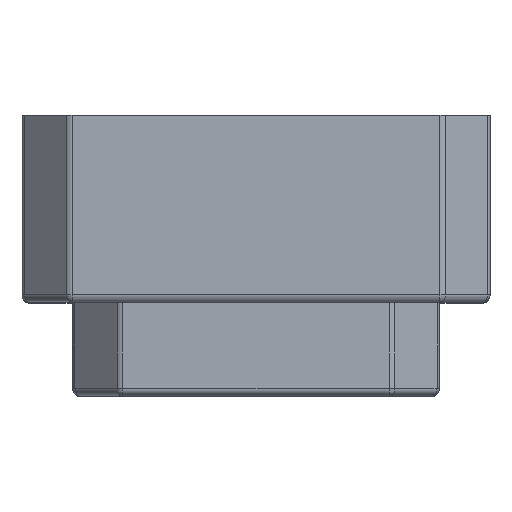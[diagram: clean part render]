
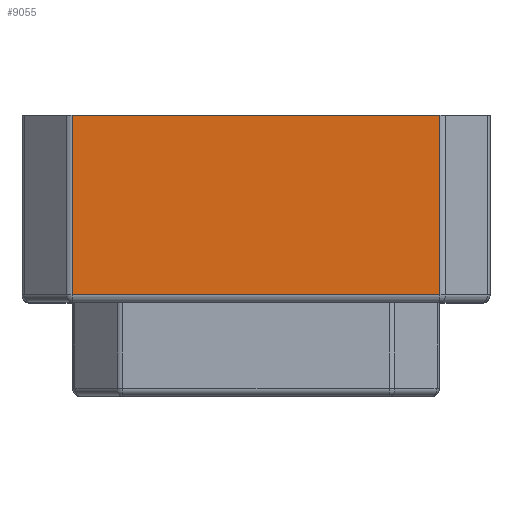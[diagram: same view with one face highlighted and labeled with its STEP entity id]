
A CAD part, top view. The second image highlights one B-rep face of the part: STEP entity #9055.
In plain terms, the highlighted planar face has unit normal (0, 0, 1).
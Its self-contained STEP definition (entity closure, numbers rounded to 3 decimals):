
#90 = VECTOR ( 'NONE', #9856, 1000. ) ;
#155 = ORIENTED_EDGE ( 'NONE', *, *, #2228, .T. ) ;
#157 = CARTESIAN_POINT ( 'NONE',  ( 19.5, 6.5, 21.056 ) ) ;
#592 = VECTOR ( 'NONE', #7618, 1000. ) ;
#694 = FACE_OUTER_BOUND ( 'NONE', #13371, .T. ) ;
#1241 = CARTESIAN_POINT ( 'NONE',  ( -4.293, 18., 21.056 ) ) ;
#1242 = DIRECTION ( 'NONE',  ( -1., 0., 0. ) ) ;
#1435 = CARTESIAN_POINT ( 'NONE',  ( -7.5, 18., 21.056 ) ) ;
#2228 = EDGE_CURVE ( 'NONE', #11452, #4948, #8257, .T. ) ;
#2389 = DIRECTION ( 'NONE',  ( 0., -1., 0. ) ) ;
#2412 = EDGE_CURVE ( 'NONE', #7040, #5437, #3059, .T. ) ;
#2666 = ORIENTED_EDGE ( 'NONE', *, *, #6357, .T. ) ;
#2918 = DIRECTION ( 'NONE',  ( 0., 1., 0. ) ) ;
#3059 = LINE ( 'NONE', #10507, #4393 ) ;
#4256 = LINE ( 'NONE', #157, #592 ) ;
#4326 = CARTESIAN_POINT ( 'NONE',  ( 0., 10., 21.056 ) ) ;
#4393 = VECTOR ( 'NONE', #2918, 1000. ) ;
#4948 = VERTEX_POINT ( 'NONE', #9632 ) ;
#5188 = ORIENTED_EDGE ( 'NONE', *, *, #6316, .T. ) ;
#5437 = VERTEX_POINT ( 'NONE', #5758 ) ;
#5697 = ORIENTED_EDGE ( 'NONE', *, *, #2412, .T. ) ;
#5758 = CARTESIAN_POINT ( 'NONE',  ( 19.293, 18., 21.056 ) ) ;
#6316 = EDGE_CURVE ( 'NONE', #4948, #7040, #4256, .T. ) ;
#6357 = EDGE_CURVE ( 'NONE', #5437, #11452, #8781, .T. ) ;
#6889 = VECTOR ( 'NONE', #2389, 1000. ) ;
#7040 = VERTEX_POINT ( 'NONE', #7797 ) ;
#7618 = DIRECTION ( 'NONE',  ( 1., 0., 0. ) ) ;
#7797 = CARTESIAN_POINT ( 'NONE',  ( 19.293, 6.5, 21.056 ) ) ;
#8257 = LINE ( 'NONE', #12717, #6889 ) ;
#8773 = DIRECTION ( 'NONE',  ( 0., 0., -1. ) ) ;
#8781 = LINE ( 'NONE', #1435, #90 ) ;
#9055 = ADVANCED_FACE ( 'NONE', ( #694 ), #12969, .F. ) ;
#9632 = CARTESIAN_POINT ( 'NONE',  ( -4.293, 6.5, 21.056 ) ) ;
#9856 = DIRECTION ( 'NONE',  ( -1., 0., 0. ) ) ;
#9963 = AXIS2_PLACEMENT_3D ( 'NONE', #4326, #8773, #1242 ) ;
#10507 = CARTESIAN_POINT ( 'NONE',  ( 19.293, 18., 21.056 ) ) ;
#11452 = VERTEX_POINT ( 'NONE', #1241 ) ;
#12717 = CARTESIAN_POINT ( 'NONE',  ( -4.293, 6., 21.056 ) ) ;
#12969 = PLANE ( 'NONE',  #9963 ) ;
#13371 = EDGE_LOOP ( 'NONE', ( #5188, #5697, #2666, #155 ) ) ;
